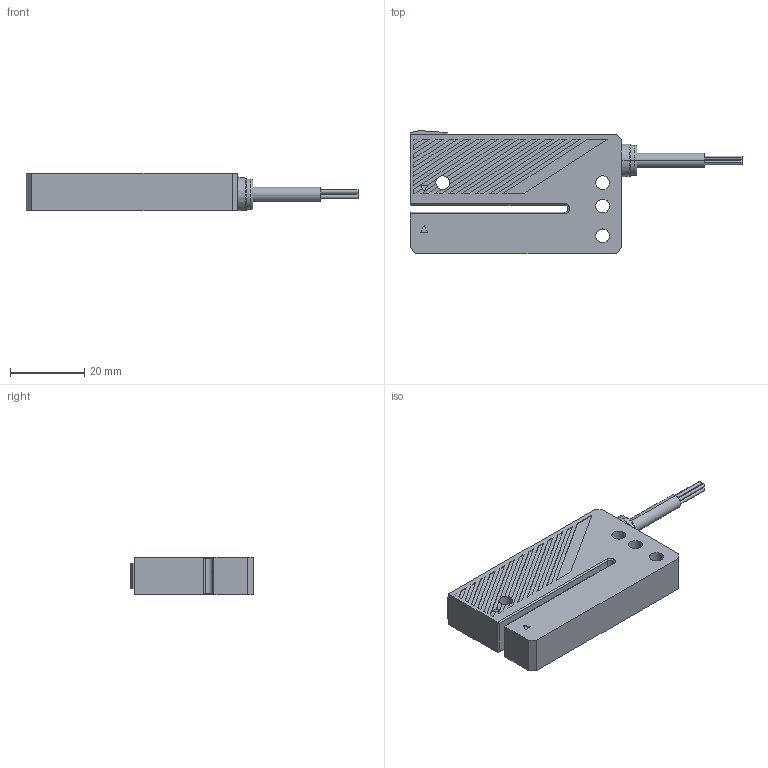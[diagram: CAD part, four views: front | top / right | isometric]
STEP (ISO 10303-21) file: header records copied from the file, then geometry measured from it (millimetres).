
FILE_DESCRIPTION((''),'2;1');
FILE_NAME('PUD-05N_ASM','2020-04-14T17:00:50',('Administrator'),(''),'CREO PARAMETRIC BY PTC INC, 2018400','CREO PARAMETRIC BY PTC INC, 2018400','');
FILE_SCHEMA(('AUTOMOTIVE_DESIGN { 1 0 10303 214 1 1 1 1 }'));
Length unit declared in the file: millimetre
Products named in the file (3): SHELL; TIEZHI; PUD-05N_ASM
Assembly tree (2 placements, depth 2):
  PUD-05N_ASM
    SHELL
    TIEZHI
Bounding box: 89.3 x 33 x 10 mm (x, y, z)
Volume: 17231.5 mm3; surface area: 7779.1 mm2
Topology: 3 solids, 3 shells, 841 faces, 2223 edges, 1474 vertices
Faces by surface type: plane 555, extrusion 213, cylinder 65, torus 6, cone 2
Entity records: 27458 total; most frequent: CARTESIAN_POINT 6312, ORIENTED_EDGE 4446, DIRECTION 3428, EDGE_CURVE 2223, VECTOR 1842, LINE 1629, VERTEX_POINT 1474, EDGE_LOOP 939
